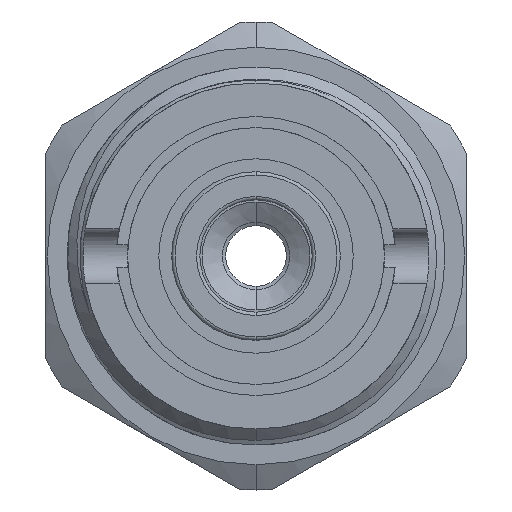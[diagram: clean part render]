
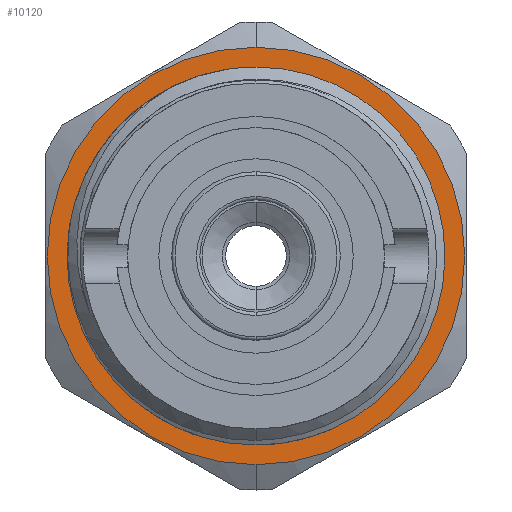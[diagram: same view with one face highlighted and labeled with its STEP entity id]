
A CAD part, front view. The second image highlights one B-rep face of the part: STEP entity #10120.
In plain terms, the highlighted planar face has unit normal (0, -1, 0).
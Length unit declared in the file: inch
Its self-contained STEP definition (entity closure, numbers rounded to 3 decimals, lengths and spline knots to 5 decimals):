
#4 = CIRCLE ( 'NONE', #2614, 0.505 ) ;
#45 = EDGE_CURVE ( 'NONE', #13094, #8917, #5124, .T. ) ;
#330 = ORIENTED_EDGE ( 'NONE', *, *, #1921, .T. ) ;
#385 = AXIS2_PLACEMENT_3D ( 'NONE', #5009, #11640, #14008 ) ;
#453 = CARTESIAN_POINT ( 'NONE',  ( 0., 0.945, 0.505 ) ) ;
#606 = DIRECTION ( 'NONE',  ( 0., -1., 0. ) ) ;
#1227 = EDGE_LOOP ( 'NONE', ( #9110, #330 ) ) ;
#1255 = EDGE_CURVE ( 'NONE', #11613, #10240, #2323, .T. ) ;
#1921 = EDGE_CURVE ( 'NONE', #8917, #13094, #10724, .T. ) ;
#2001 = CARTESIAN_POINT ( 'NONE',  ( 0., 0.945, 0.62 ) ) ;
#2135 = CARTESIAN_POINT ( 'NONE',  ( 0., 0.945, 0. ) ) ;
#2323 = CIRCLE ( 'NONE', #385, 0.505 ) ;
#2614 = AXIS2_PLACEMENT_3D ( 'NONE', #2135, #9949, #13795 ) ;
#4026 = EDGE_CURVE ( 'NONE', #10240, #11613, #4, .T. ) ;
#4581 = DIRECTION ( 'NONE',  ( 0., 0., -1. ) ) ;
#4629 = ORIENTED_EDGE ( 'NONE', *, *, #1255, .F. ) ;
#5009 = CARTESIAN_POINT ( 'NONE',  ( 0., 0.945, 0. ) ) ;
#5124 = CIRCLE ( 'NONE', #14015, 0.62 ) ;
#5193 = DIRECTION ( 'NONE',  ( 0., -1., 0. ) ) ;
#6385 = CARTESIAN_POINT ( 'NONE',  ( 0., 0.945, -0.505 ) ) ;
#7439 = CARTESIAN_POINT ( 'NONE',  ( 0., 0.945, 0.62 ) ) ;
#7465 = CARTESIAN_POINT ( 'NONE',  ( 0., 0.945, 0. ) ) ;
#7843 = CARTESIAN_POINT ( 'NONE',  ( 0., 0.945, -0.62 ) ) ;
#8079 = AXIS2_PLACEMENT_3D ( 'NONE', #7465, #5193, #10749 ) ;
#8917 = VERTEX_POINT ( 'NONE', #7843 ) ;
#9026 = CARTESIAN_POINT ( 'NONE',  ( 0., 0.945, 0. ) ) ;
#9065 = DIRECTION ( 'NONE',  ( 0., -1., 0. ) ) ;
#9110 = ORIENTED_EDGE ( 'NONE', *, *, #45, .T. ) ;
#9545 = PLANE ( 'NONE',  #11364 ) ;
#9949 = DIRECTION ( 'NONE',  ( 0., -1., 0. ) ) ;
#10120 = ADVANCED_FACE ( 'NONE', ( #12932, #14527 ), #9545, .T. ) ;
#10240 = VERTEX_POINT ( 'NONE', #6385 ) ;
#10724 = CIRCLE ( 'NONE', #8079, 0.62 ) ;
#10749 = DIRECTION ( 'NONE',  ( 0., 0., -1. ) ) ;
#10870 = DIRECTION ( 'NONE',  ( 0., 0., -1. ) ) ;
#11364 = AXIS2_PLACEMENT_3D ( 'NONE', #7439, #606, #10870 ) ;
#11613 = VERTEX_POINT ( 'NONE', #453 ) ;
#11640 = DIRECTION ( 'NONE',  ( 0., -1., 0. ) ) ;
#12571 = EDGE_LOOP ( 'NONE', ( #13429, #4629 ) ) ;
#12932 = FACE_OUTER_BOUND ( 'NONE', #1227, .T. ) ;
#13094 = VERTEX_POINT ( 'NONE', #2001 ) ;
#13429 = ORIENTED_EDGE ( 'NONE', *, *, #4026, .F. ) ;
#13795 = DIRECTION ( 'NONE',  ( 0., 0., -1. ) ) ;
#14008 = DIRECTION ( 'NONE',  ( 0., 0., -1. ) ) ;
#14015 = AXIS2_PLACEMENT_3D ( 'NONE', #9026, #9065, #4581 ) ;
#14527 = FACE_BOUND ( 'NONE', #12571, .T. ) ;
